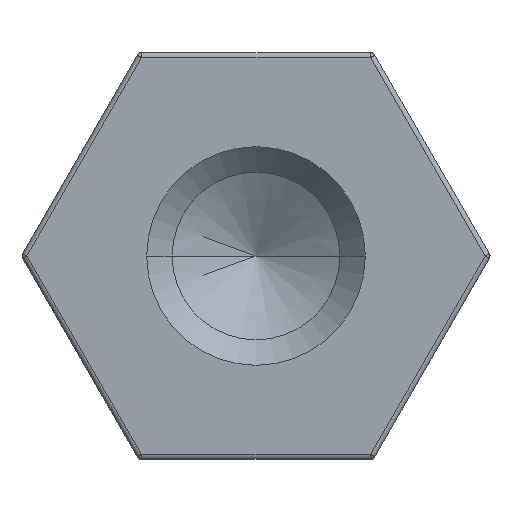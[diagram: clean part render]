
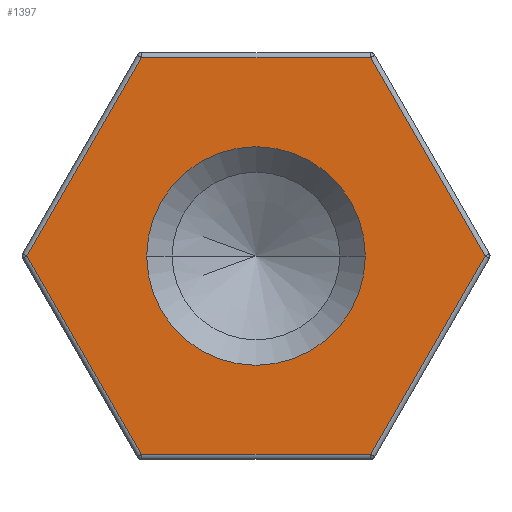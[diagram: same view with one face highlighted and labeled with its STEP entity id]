
A CAD part, left-side view. The second image highlights one B-rep face of the part: STEP entity #1397.
In plain terms, the highlighted planar face has unit normal (-1, 0, 0).
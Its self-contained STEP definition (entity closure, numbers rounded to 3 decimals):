
#30 = EDGE_CURVE ( 'NONE', #580, #1290, #470, .T. ) ;
#32 = EDGE_CURVE ( 'NONE', #996, #580, #454, .T. ) ;
#33 = EDGE_CURVE ( 'NONE', #1290, #896, #451, .T. ) ;
#36 = EDGE_CURVE ( 'NONE', #880, #996, #447, .T. ) ;
#38 = EDGE_CURVE ( 'NONE', #876, #742, #458, .T. ) ;
#78 = CIRCLE ( 'NONE', #1274, 2.15 ) ;
#97 = EDGE_CURVE ( 'NONE', #896, #659, #318, .T. ) ;
#98 = EDGE_CURVE ( 'NONE', #659, #880, #311, .T. ) ;
#104 = DIRECTION ( 'NONE',  ( 1., 0., 0. ) ) ;
#113 = DIRECTION ( 'NONE',  ( 0., 1., 0. ) ) ;
#116 = DIRECTION ( 'NONE',  ( 0., 1., 0. ) ) ;
#123 = DIRECTION ( 'NONE',  ( 1., 0., 0. ) ) ;
#126 = CARTESIAN_POINT ( 'NONE',  ( 0., 3.377, -1.95 ) ) ;
#127 = PLANE ( 'NONE',  #1009 ) ;
#132 = CARTESIAN_POINT ( 'NONE',  ( 0., 0., 0. ) ) ;
#200 = DIRECTION ( 'NONE',  ( 1., 0., 0. ) ) ;
#232 = CARTESIAN_POINT ( 'NONE',  ( 0., 0., 0. ) ) ;
#269 = FACE_BOUND ( 'NONE', #820, .T. ) ;
#287 = CARTESIAN_POINT ( 'NONE',  ( 0., -2.252, 3.9 ) ) ;
#310 = VECTOR ( 'NONE', #1229, 1000. ) ;
#311 = LINE ( 'NONE', #1152, #1302 ) ;
#318 = LINE ( 'NONE', #1136, #310 ) ;
#333 = CARTESIAN_POINT ( 'NONE',  ( 0., -4.503, 0. ) ) ;
#348 = CARTESIAN_POINT ( 'NONE',  ( 0., -2.15, 0. ) ) ;
#350 = CARTESIAN_POINT ( 'NONE',  ( 0., 2.252, -3.9 ) ) ;
#354 = CARTESIAN_POINT ( 'NONE',  ( 0., 2.15, 0. ) ) ;
#387 = CARTESIAN_POINT ( 'NONE',  ( 0., -2.252, -3.9 ) ) ;
#411 = CARTESIAN_POINT ( 'NONE',  ( 0., 2.252, 3.9 ) ) ;
#439 = VECTOR ( 'NONE', #1088, 1000. ) ;
#444 = VECTOR ( 'NONE', #1407, 1000. ) ;
#447 = LINE ( 'NONE', #1092, #439 ) ;
#451 = LINE ( 'NONE', #126, #444 ) ;
#452 = VECTOR ( 'NONE', #1408, 1000. ) ;
#454 = LINE ( 'NONE', #1096, #452 ) ;
#455 = CARTESIAN_POINT ( 'NONE',  ( 0., 4.503, 0. ) ) ;
#456 = VECTOR ( 'NONE', #1411, 1000. ) ;
#458 = CIRCLE ( 'NONE', #497, 2.15 ) ;
#470 = LINE ( 'NONE', #1015, #456 ) ;
#497 = AXIS2_PLACEMENT_3D ( 'NONE', #993, #104, #1125 ) ;
#580 = VERTEX_POINT ( 'NONE', #411 ) ;
#648 = ORIENTED_EDGE ( 'NONE', *, *, #38, .T. ) ;
#659 = VERTEX_POINT ( 'NONE', #387 ) ;
#701 = ORIENTED_EDGE ( 'NONE', *, *, #36, .T. ) ;
#742 = VERTEX_POINT ( 'NONE', #348 ) ;
#820 = EDGE_LOOP ( 'NONE', ( #648, #920 ) ) ;
#860 = EDGE_LOOP ( 'NONE', ( #701, #928, #961, #923, #1141, #921 ) ) ;
#876 = VERTEX_POINT ( 'NONE', #354 ) ;
#880 = VERTEX_POINT ( 'NONE', #333 ) ;
#896 = VERTEX_POINT ( 'NONE', #350 ) ;
#920 = ORIENTED_EDGE ( 'NONE', *, *, #1247, .T. ) ;
#921 = ORIENTED_EDGE ( 'NONE', *, *, #98, .T. ) ;
#923 = ORIENTED_EDGE ( 'NONE', *, *, #33, .T. ) ;
#928 = ORIENTED_EDGE ( 'NONE', *, *, #32, .T. ) ;
#961 = ORIENTED_EDGE ( 'NONE', *, *, #30, .T. ) ;
#993 = CARTESIAN_POINT ( 'NONE',  ( 0., 0., 0. ) ) ;
#996 = VERTEX_POINT ( 'NONE', #287 ) ;
#1009 = AXIS2_PLACEMENT_3D ( 'NONE', #232, #200, #113 ) ;
#1015 = CARTESIAN_POINT ( 'NONE',  ( 0., 3.377, 1.95 ) ) ;
#1088 = DIRECTION ( 'NONE',  ( 0., 0.5, 0.866 ) ) ;
#1092 = CARTESIAN_POINT ( 'NONE',  ( 0., -3.377, 1.95 ) ) ;
#1096 = CARTESIAN_POINT ( 'NONE',  ( 0., 0., 3.9 ) ) ;
#1125 = DIRECTION ( 'NONE',  ( 0., 1., 0. ) ) ;
#1136 = CARTESIAN_POINT ( 'NONE',  ( 0., 0., -3.9 ) ) ;
#1141 = ORIENTED_EDGE ( 'NONE', *, *, #97, .T. ) ;
#1152 = CARTESIAN_POINT ( 'NONE',  ( 0., -3.377, -1.95 ) ) ;
#1171 = DIRECTION ( 'NONE',  ( 0., -0.5, 0.866 ) ) ;
#1217 = FACE_OUTER_BOUND ( 'NONE', #860, .T. ) ;
#1229 = DIRECTION ( 'NONE',  ( 0., -1., 0. ) ) ;
#1247 = EDGE_CURVE ( 'NONE', #742, #876, #78, .T. ) ;
#1274 = AXIS2_PLACEMENT_3D ( 'NONE', #132, #123, #116 ) ;
#1290 = VERTEX_POINT ( 'NONE', #455 ) ;
#1302 = VECTOR ( 'NONE', #1171, 1000. ) ;
#1397 = ADVANCED_FACE ( 'NONE', ( #1217, #269 ), #127, .F. ) ;
#1407 = DIRECTION ( 'NONE',  ( 0., -0.5, -0.866 ) ) ;
#1408 = DIRECTION ( 'NONE',  ( 0., 1., 0. ) ) ;
#1411 = DIRECTION ( 'NONE',  ( 0., 0.5, -0.866 ) ) ;
